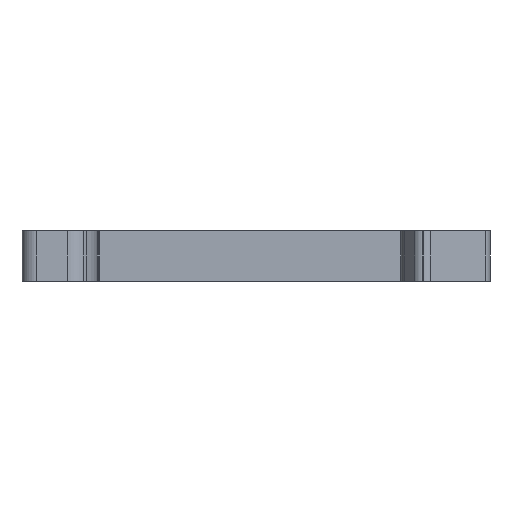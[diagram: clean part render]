
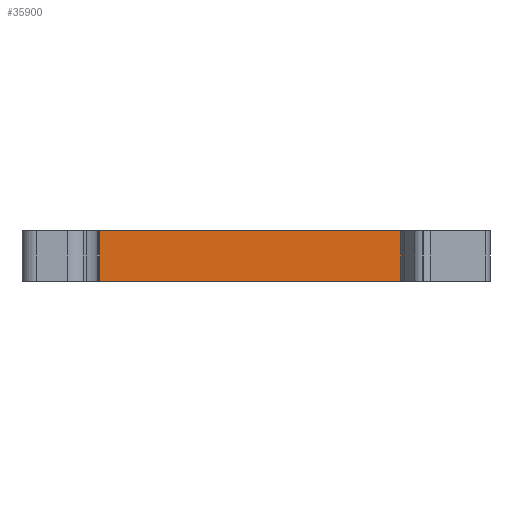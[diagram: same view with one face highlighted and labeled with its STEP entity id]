
A CAD part, front view. The second image highlights one B-rep face of the part: STEP entity #35900.
In plain terms, the highlighted face is planar.
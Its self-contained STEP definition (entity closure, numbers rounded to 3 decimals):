
#6410=CARTESIAN_POINT('',(49.63,-4.604,
0.));
#6420=VERTEX_POINT('',#6410);
#6450=CARTESIAN_POINT('',(0.024,-10.695,
0.));
#6460=DIRECTION('',(-0.993,-0.122,0.));
#6470=VECTOR('',#6460,1.);
#6480=LINE('',#6450,#6470);
#6490=CARTESIAN_POINT('',(16.327,-8.693,
0.));
#6500=VERTEX_POINT('',#6490);
#6510=EDGE_CURVE('',#6420,#6500,#6480,.T.);
#24070=CARTESIAN_POINT('',(16.327,-8.693,
-5.15));
#24080=VERTEX_POINT('',#24070);
#24110=CARTESIAN_POINT('',(0.024,-10.695,
-5.15));
#24120=DIRECTION('',(0.993,0.122,0.));
#24130=VECTOR('',#24120,1.);
#24140=LINE('',#24110,#24130);
#24150=CARTESIAN_POINT('',(49.63,-4.604,
-5.15));
#24160=VERTEX_POINT('',#24150);
#24170=EDGE_CURVE('',#24080,#24160,#24140,.T.);
#35580=CARTESIAN_POINT('',(49.63,-4.604,0.));
#35590=DIRECTION('',(0.,0.,-1.));
#35600=VECTOR('',#35590,1.);
#35610=LINE('',#35580,#35600);
#35620=EDGE_CURVE('',#6420,#24160,#35610,.T.);
#35740=CARTESIAN_POINT('',(41.987,-5.542,
0.));
#35750=DIRECTION('',(0.122,-0.993,0.));
#35760=DIRECTION('',(-0.993,-0.122,0.));
#35770=AXIS2_PLACEMENT_3D('',#35740,#35750,#35760);
#35780=PLANE('',#35770);
#35790=CARTESIAN_POINT('',(16.327,-8.693,
0.));
#35800=DIRECTION('',(0.,0.,1.));
#35810=VECTOR('',#35800,1.);
#35820=LINE('',#35790,#35810);
#35830=EDGE_CURVE('',#24080,#6500,#35820,.T.);
#35840=ORIENTED_EDGE('',*,*,#35830,.F.);
#35850=ORIENTED_EDGE('',*,*,#6510,.T.);
#35860=ORIENTED_EDGE('',*,*,#35620,.F.);
#35870=ORIENTED_EDGE('',*,*,#24170,.T.);
#35880=EDGE_LOOP('',(#35870,#35860,#35850,#35840));
#35890=FACE_OUTER_BOUND('',#35880,.T.);
#35900=ADVANCED_FACE('',(#35890),#35780,.T.);
